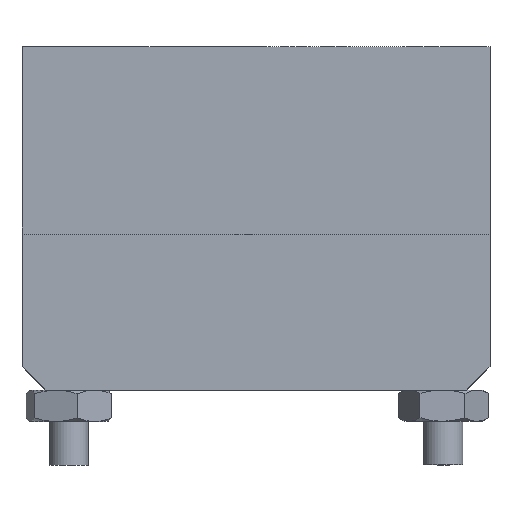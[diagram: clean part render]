
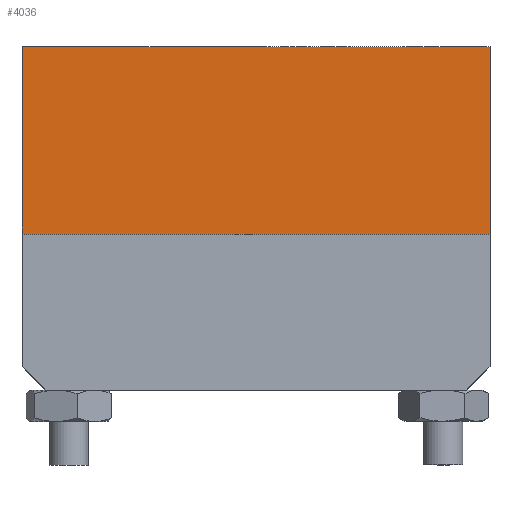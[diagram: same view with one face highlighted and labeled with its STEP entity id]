
A CAD part, top view. The second image highlights one B-rep face of the part: STEP entity #4036.
In plain terms, the highlighted planar face has unit normal (0, 0, 1).
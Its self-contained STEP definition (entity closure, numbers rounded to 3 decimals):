
#69 = VECTOR ( 'NONE', #6025, 1000. ) ;
#1022 = VECTOR ( 'NONE', #5910, 1000. ) ;
#1369 = DIRECTION ( 'NONE',  ( -1., 0., 0. ) ) ;
#1376 = PLANE ( 'NONE',  #4014 ) ;
#1403 = CARTESIAN_POINT ( 'NONE',  ( 15., 12., 6.5 ) ) ;
#1436 = DIRECTION ( 'NONE',  ( 0., 0., -1. ) ) ;
#1895 = VERTEX_POINT ( 'NONE', #6312 ) ;
#1914 = CARTESIAN_POINT ( 'NONE',  ( 15., 0., 6.5 ) ) ;
#1947 = EDGE_CURVE ( 'NONE', #4754, #1895, #5514, .T. ) ;
#1966 = EDGE_CURVE ( 'NONE', #1895, #3181, #6499, .T. ) ;
#1978 = EDGE_CURVE ( 'NONE', #5547, #3181, #6088, .T. ) ;
#1988 = EDGE_CURVE ( 'NONE', #4754, #5547, #5031, .T. ) ;
#2364 = CARTESIAN_POINT ( 'NONE',  ( -15., 12., 6.5 ) ) ;
#2551 = ORIENTED_EDGE ( 'NONE', *, *, #1966, .T. ) ;
#2646 = VECTOR ( 'NONE', #5802, 1000. ) ;
#3181 = VERTEX_POINT ( 'NONE', #1914 ) ;
#3875 = FACE_OUTER_BOUND ( 'NONE', #5053, .T. ) ;
#4014 = AXIS2_PLACEMENT_3D ( 'NONE', #1403, #1436, #1369 ) ;
#4036 = ADVANCED_FACE ( 'NONE', ( #3875 ), #1376, .F. ) ;
#4097 = VECTOR ( 'NONE', #6002, 1000. ) ;
#4713 = ORIENTED_EDGE ( 'NONE', *, *, #1947, .T. ) ;
#4754 = VERTEX_POINT ( 'NONE', #2364 ) ;
#5031 = LINE ( 'NONE', #5809, #2646 ) ;
#5053 = EDGE_LOOP ( 'NONE', ( #2551, #6106, #6243, #4713 ) ) ;
#5514 = LINE ( 'NONE', #6077, #69 ) ;
#5547 = VERTEX_POINT ( 'NONE', #6808 ) ;
#5802 = DIRECTION ( 'NONE',  ( 1., 0., 0. ) ) ;
#5809 = CARTESIAN_POINT ( 'NONE',  ( 15., 12., 6.5 ) ) ;
#5910 = DIRECTION ( 'NONE',  ( 1., 0., 0. ) ) ;
#5931 = CARTESIAN_POINT ( 'NONE',  ( 15., 0., 6.5 ) ) ;
#6002 = DIRECTION ( 'NONE',  ( 0., -1., 0. ) ) ;
#6025 = DIRECTION ( 'NONE',  ( 0., -1., 0. ) ) ;
#6077 = CARTESIAN_POINT ( 'NONE',  ( -15., 12., 6.5 ) ) ;
#6088 = LINE ( 'NONE', #6093, #4097 ) ;
#6093 = CARTESIAN_POINT ( 'NONE',  ( 15., 12., 6.5 ) ) ;
#6106 = ORIENTED_EDGE ( 'NONE', *, *, #1978, .F. ) ;
#6243 = ORIENTED_EDGE ( 'NONE', *, *, #1988, .F. ) ;
#6312 = CARTESIAN_POINT ( 'NONE',  ( -15., 0., 6.5 ) ) ;
#6499 = LINE ( 'NONE', #5931, #1022 ) ;
#6808 = CARTESIAN_POINT ( 'NONE',  ( 15., 12., 6.5 ) ) ;
